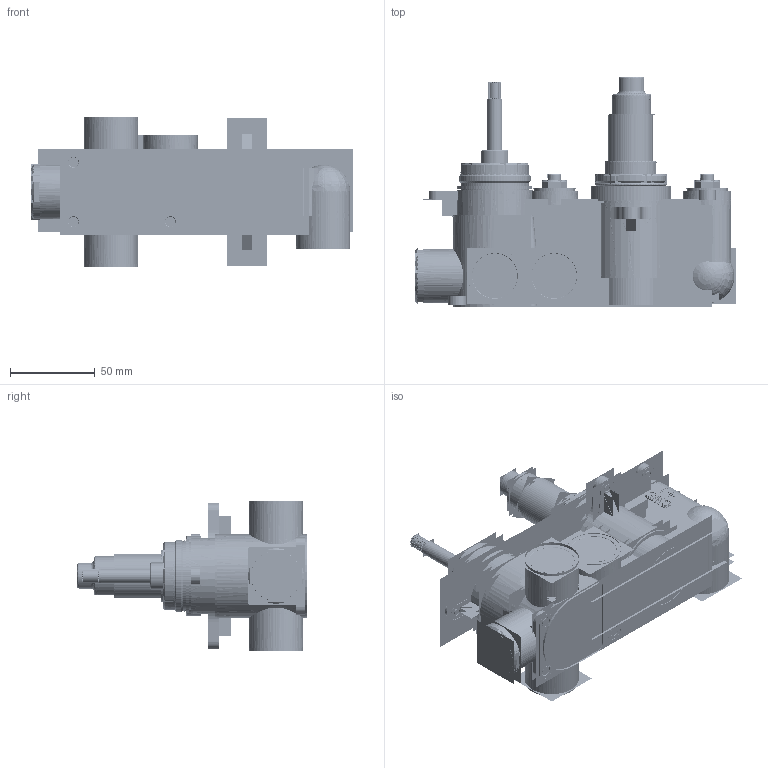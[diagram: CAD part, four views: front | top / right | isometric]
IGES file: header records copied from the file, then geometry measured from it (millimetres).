
Start section:  PTC IGES file: WLBP25X31R+.igs
Global section: file name: WLBP25X31R+.igs; native system: Pro/ENGINEER by Parametric Technology Corporation; preprocessor: 2009360; author: user152; organization: Unknown; date: 20200321.091824; units: millimetre
Bounding box: 189.6 x 135.31 x 88.4 mm (x, y, z)
Volume: 298620.9 mm3; surface area: 1454684.6 mm2
Topology: 41 solids, 82 shells, 5246 faces, 26714 edges, 33753 vertices
Faces by surface type: bspline 2648, revolution 2598
